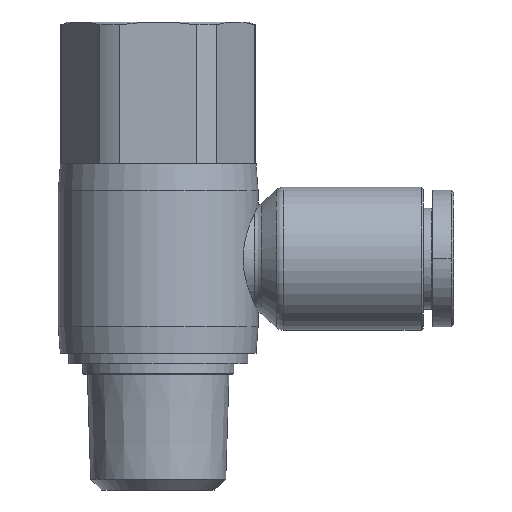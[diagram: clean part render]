
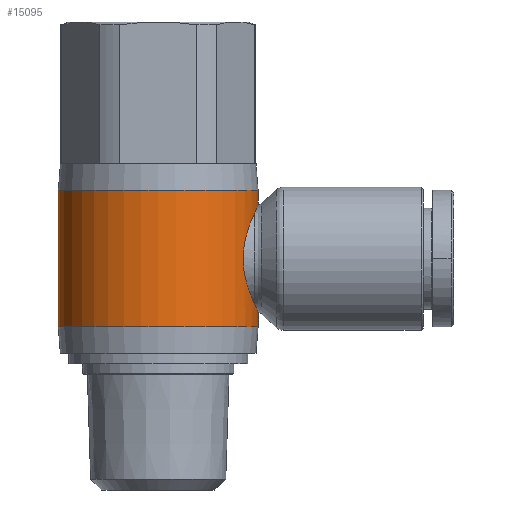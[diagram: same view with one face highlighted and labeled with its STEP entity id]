
A CAD part, front view. The second image highlights one B-rep face of the part: STEP entity #15095.
In plain terms, the highlighted cylindrical face has radius 9.5 mm (diameter 19 mm), a partial arc.
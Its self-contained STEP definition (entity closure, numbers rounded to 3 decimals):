
#327=CARTESIAN_POINT('',(-5.,0.,5.077));
#328=VERTEX_POINT('',#327);
#337=CARTESIAN_POINT('',(-5.,0.,-5.077));
#338=VERTEX_POINT('',#337);
#391=CARTESIAN_POINT('',(-5.0,0.,6.5));
#392=VERTEX_POINT('',#391);
#401=CARTESIAN_POINT('',(14.0,0.,6.5));
#402=VERTEX_POINT('',#401);
#435=CARTESIAN_POINT('',(-5.,0.,-6.5));
#436=VERTEX_POINT('',#435);
#452=CARTESIAN_POINT('',(14.0,0.,-6.5));
#453=VERTEX_POINT('',#452);
#475=CARTESIAN_POINT('',(-5.,0.,-6.5));
#476=DIRECTION('',(0.0,0.0,1.0));
#477=VECTOR('',#476,1.423);
#478=LINE('',#475,#477);
#479=EDGE_CURVE('',#436,#338,#478,.T.);
#482=CARTESIAN_POINT('',(14.0,0.,6.5));
#483=DIRECTION('',(0.0,0.0,-1.0));
#484=VECTOR('',#483,13.);
#485=LINE('',#482,#484);
#486=EDGE_CURVE('',#402,#453,#485,.T.);
#489=CARTESIAN_POINT('',(-5.,0.,5.077));
#490=DIRECTION('',(0.0,0.0,1.0));
#491=VECTOR('',#490,1.423);
#492=LINE('',#489,#491);
#493=EDGE_CURVE('',#328,#392,#492,.T.);
#15011=CARTESIAN_POINT('',(4.5,0.,0.));
#15012=DIRECTION('',(0.,0.,1.0));
#15013=DIRECTION('',(-1.0,0.0,0.0));
#15014=AXIS2_PLACEMENT_3D('',#15011,#15012,#15013);
#15015=CYLINDRICAL_SURFACE('',#15014,9.5);
#15016=ORIENTED_EDGE('',*,*,#479,.T.);
#15017=CARTESIAN_POINT('',(-4.616,2.673,-4.226));
#15018=VERTEX_POINT('',#15017);
#15019=CARTESIAN_POINT('',(-4.616,2.673,-4.226));
#15020=CARTESIAN_POINT('',(-4.718,2.325,-4.445));
#15021=CARTESIAN_POINT('',(-4.805,1.957,-4.637));
#15022=CARTESIAN_POINT('',(-4.905,1.355,-4.862));
#15023=CARTESIAN_POINT('',(-4.934,1.138,-4.927));
#15024=CARTESIAN_POINT('',(-4.973,0.734,-5.016));
#15025=CARTESIAN_POINT('',(-4.986,0.549,-5.044));
#15026=CARTESIAN_POINT('',(-4.998,0.242,-5.071));
#15027=CARTESIAN_POINT('',(-5.,0.121,-5.077));
#15028=CARTESIAN_POINT('',(-5.,0.,-5.077));
#15029=B_SPLINE_CURVE_WITH_KNOTS('',3,(#15019,#15020,#15021,#15022,#15023,#15024,#15025,#15026,#15027,#15028),.UNSPECIFIED.,.F.,.U.,(4,2,2,2,4),(-4.652,-3.663,-3.129,-2.689,-2.406),.UNSPECIFIED.);
#15030=EDGE_CURVE('',#15018,#338,#15029,.T.);
#15031=ORIENTED_EDGE('',*,*,#15030,.F.);
#15032=CARTESIAN_POINT('',(-4.616,2.673,4.226));
#15033=VERTEX_POINT('',#15032);
#15034=CARTESIAN_POINT('',(-4.616,2.673,4.226));
#15035=CARTESIAN_POINT('',(-4.604,2.716,4.198));
#15036=CARTESIAN_POINT('',(-4.591,2.759,4.17));
#15037=CARTESIAN_POINT('',(-4.494,3.071,3.959));
#15038=CARTESIAN_POINT('',(-4.405,3.317,3.754));
#15039=CARTESIAN_POINT('',(-4.23,3.754,3.317));
#15040=CARTESIAN_POINT('',(-4.138,3.96,3.07));
#15041=CARTESIAN_POINT('',(-3.961,4.325,2.53));
#15042=CARTESIAN_POINT('',(-3.877,4.484,2.238));
#15043=CARTESIAN_POINT('',(-3.734,4.74,1.625));
#15044=CARTESIAN_POINT('',(-3.676,4.839,1.303));
#15045=CARTESIAN_POINT('',(-3.598,4.968,0.652));
#15046=CARTESIAN_POINT('',(-3.578,5.0,0.322));
#15047=CARTESIAN_POINT('',(-3.578,5.0,0.));
#15048=CARTESIAN_POINT('',(-3.578,5.0,-0.322));
#15049=CARTESIAN_POINT('',(-3.598,4.968,-0.652));
#15050=CARTESIAN_POINT('',(-3.676,4.839,-1.303));
#15051=CARTESIAN_POINT('',(-3.734,4.74,-1.625));
#15052=CARTESIAN_POINT('',(-3.877,4.484,-2.238));
#15053=CARTESIAN_POINT('',(-3.961,4.325,-2.53));
#15054=CARTESIAN_POINT('',(-4.138,3.96,-3.07));
#15055=CARTESIAN_POINT('',(-4.23,3.754,-3.317));
#15056=CARTESIAN_POINT('',(-4.405,3.317,-3.754));
#15057=CARTESIAN_POINT('',(-4.494,3.071,-3.959));
#15058=CARTESIAN_POINT('',(-4.591,2.759,-4.17));
#15059=CARTESIAN_POINT('',(-4.604,2.716,-4.198));
#15060=CARTESIAN_POINT('',(-4.616,2.673,-4.226));
#15061=B_SPLINE_CURVE_WITH_KNOTS('',3,(#15034,#15035,#15036,#15037,#15038,#15039,#15040,#15041,#15042,#15043,#15044,#15045,#15046,#15047,#15048,#15049,#15050,#15051,#15052,#15053,#15054,#15055,#15056,#15057,#15058,#15059,#15060),.UNSPECIFIED.,.F.,.U.,(4,2,2,2,2,2,3,2,2,2,2,2,4),(-4.972,-4.822,-3.86,-2.895,-1.93,-0.965,0.0,0.965,1.93,2.895,3.86,4.822,4.972),.UNSPECIFIED.);
#15062=EDGE_CURVE('',#15033,#15018,#15061,.T.);
#15063=ORIENTED_EDGE('',*,*,#15062,.F.);
#15064=CARTESIAN_POINT('',(-5.,0.,5.077));
#15065=CARTESIAN_POINT('',(-5.,0.001,5.077));
#15066=CARTESIAN_POINT('',(-5.,0.003,5.077));
#15067=CARTESIAN_POINT('',(-5.,0.128,5.076));
#15068=CARTESIAN_POINT('',(-4.997,0.25,5.071));
#15069=CARTESIAN_POINT('',(-4.985,0.563,5.043));
#15070=CARTESIAN_POINT('',(-4.972,0.751,5.013));
#15071=CARTESIAN_POINT('',(-4.885,1.628,4.816));
#15072=CARTESIAN_POINT('',(-4.75,2.217,4.514));
#15073=CARTESIAN_POINT('',(-4.616,2.673,4.226));
#15074=B_SPLINE_CURVE_WITH_KNOTS('',3,(#15064,#15065,#15066,#15067,#15068,#15069,#15070,#15071,#15072,#15073),.UNSPECIFIED.,.F.,.U.,(4,2,2,2,4),(-2.406,-2.402,-2.114,-1.666,0.0),.UNSPECIFIED.);
#15075=EDGE_CURVE('',#328,#15033,#15074,.T.);
#15076=ORIENTED_EDGE('',*,*,#15075,.F.);
#15077=ORIENTED_EDGE('',*,*,#493,.T.);
#15078=CARTESIAN_POINT('',(4.5,0.,6.5));
#15079=DIRECTION('',(0.0,0.0,1.0));
#15080=DIRECTION('',(-1.0,0.0,0.0));
#15081=AXIS2_PLACEMENT_3D('',#15078,#15079,#15080);
#15082=CIRCLE('',#15081,9.5);
#15083=EDGE_CURVE('',#402,#392,#15082,.T.);
#15084=ORIENTED_EDGE('',*,*,#15083,.F.);
#15085=ORIENTED_EDGE('',*,*,#486,.T.);
#15086=CARTESIAN_POINT('',(4.5,0.,-6.5));
#15087=DIRECTION('',(0.0,0.0,1.0));
#15088=DIRECTION('',(-1.0,0.0,0.0));
#15089=AXIS2_PLACEMENT_3D('',#15086,#15087,#15088);
#15090=CIRCLE('',#15089,9.5);
#15091=EDGE_CURVE('',#453,#436,#15090,.T.);
#15092=ORIENTED_EDGE('',*,*,#15091,.T.);
#15093=EDGE_LOOP('',(#15016,#15031,#15063,#15076,#15077,#15084,#15085,#15092));
#15094=FACE_OUTER_BOUND('',#15093,.T.);
#15095=ADVANCED_FACE('',(#15094),#15015,.T.);
